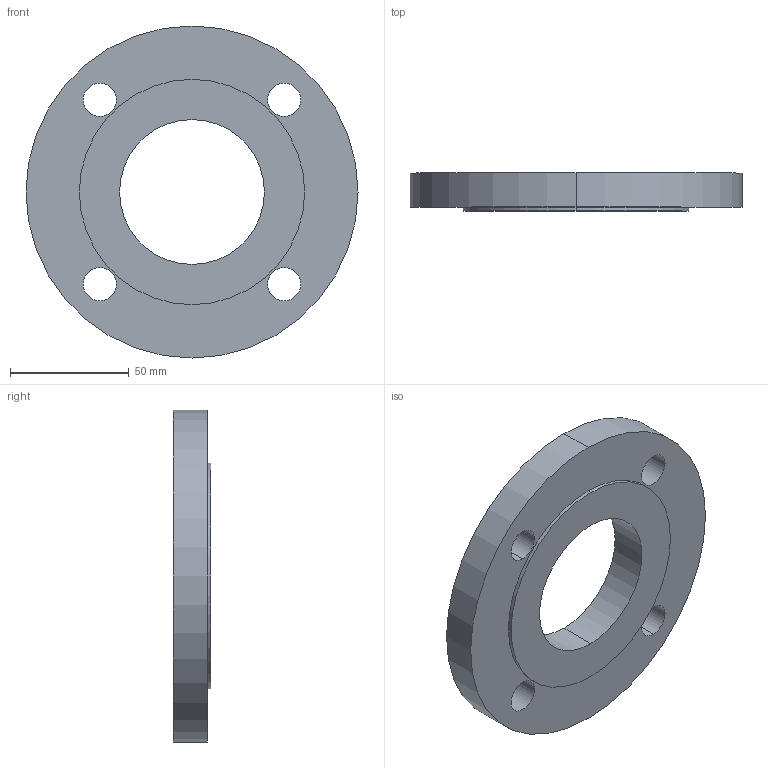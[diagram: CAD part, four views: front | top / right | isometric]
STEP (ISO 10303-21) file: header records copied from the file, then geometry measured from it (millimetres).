
FILE_DESCRIPTION (( 'STEP AP203' ), '1' );
FILE_NAME ('OEM-50-PN6-SO-316L_REV_.step', '2025-11-20T01:08:14', ( '' ), ( '' ), 'SwSTEP 2.0', 'SolidWorks 2025', '' );
FILE_SCHEMA (( 'CONFIG_CONTROL_DESIGN' ));
Length unit declared in the file: millimetre
Products named in the file (1): OEM-50-PN6-SO-316L_REV_
Bounding box: 140 x 16 x 140 mm (x, y, z)
Volume: 177232.2 mm3; surface area: 36107.6 mm2
Topology: 1 solids, 1 shells, 17 faces, 42 edges, 28 vertices
Faces by surface type: cylinder 14, plane 3
Entity records: 621 total; most frequent: DIRECTION 106, CARTESIAN_POINT 88, ORIENTED_EDGE 84, AXIS2_PLACEMENT_3D 46, EDGE_CURVE 42, CIRCLE 28, VERTEX_POINT 28, EDGE_LOOP 28
